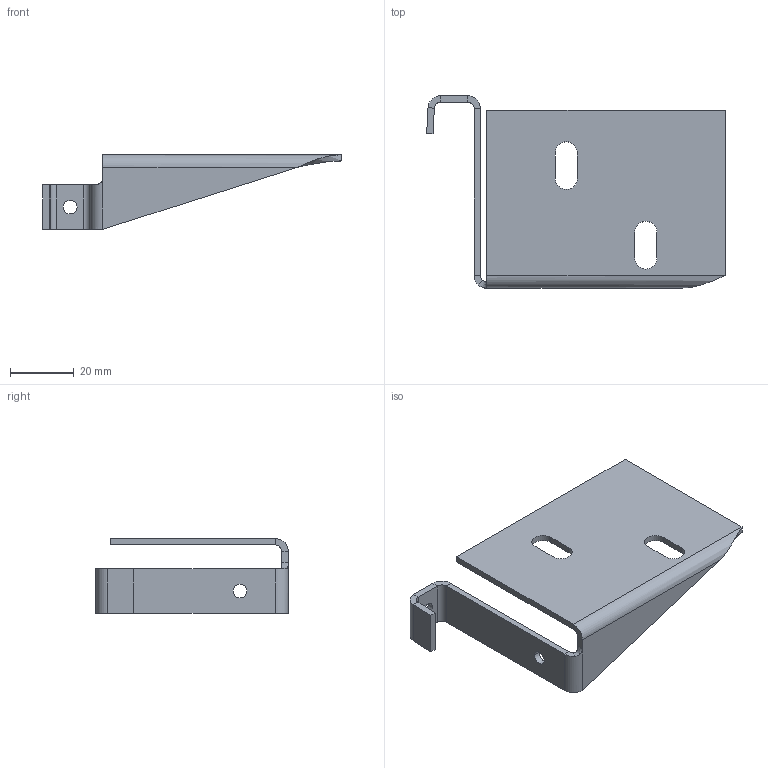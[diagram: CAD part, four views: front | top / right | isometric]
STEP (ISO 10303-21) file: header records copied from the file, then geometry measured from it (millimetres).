
FILE_DESCRIPTION (( 'STEP AP214' ), '1' );
FILE_NAME ('6050353.2.stp', '2016-08-17T09:13:54', ( '' ), ( '' ), 'SwSTEP 2.0', 'SolidWorks 2014', '' );
FILE_SCHEMA (( 'AUTOMOTIVE_DESIGN' ));
Length unit declared in the file: millimetre
Products named in the file (1): 6050353.2
Bounding box: 93.92 x 60.5 x 23.5 mm (x, y, z)
Volume: 11527.4 mm3; surface area: 12628.1 mm2
Topology: 1 solids, 1 shells, 51 faces, 115 edges, 66 vertices
Faces by surface type: plane 33, cylinder 16, bspline 2
Entity records: 1491 total; most frequent: CARTESIAN_POINT 313, DIRECTION 237, ORIENTED_EDGE 230, EDGE_CURVE 115, AXIS2_PLACEMENT_3D 80, LINE 77, VECTOR 77, VERTEX_POINT 66
